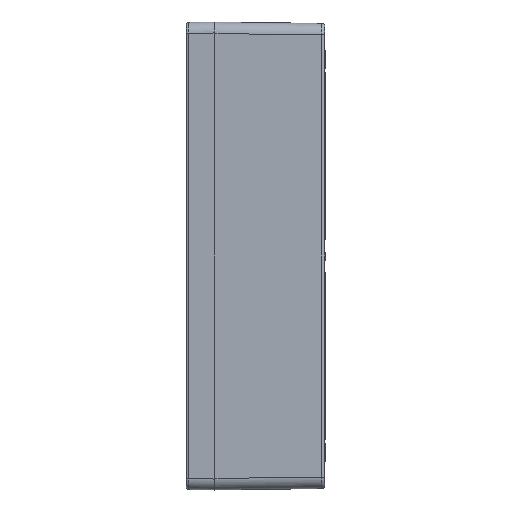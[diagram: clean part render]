
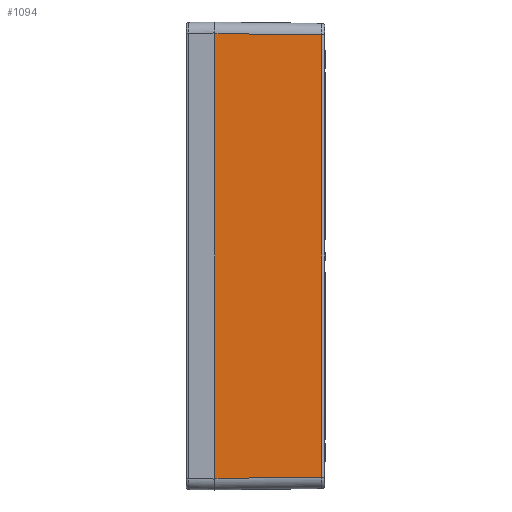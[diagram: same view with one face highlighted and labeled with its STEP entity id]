
A CAD part, left-side view. The second image highlights one B-rep face of the part: STEP entity #1094.
In plain terms, the highlighted planar face has unit normal (-1, -0.013, 0).
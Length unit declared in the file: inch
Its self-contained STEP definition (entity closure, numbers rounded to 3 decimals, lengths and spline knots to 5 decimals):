
#44 = DIRECTION ( 'NONE',  ( -1., -0.013, 0. ) ) ;
#1094 = ADVANCED_FACE ( 'NONE', ( #16625 ), #9838, .T. ) ;
#1718 = DIRECTION ( 'NONE',  ( 0.013, -1., 0. ) ) ;
#2884 = CARTESIAN_POINT ( 'NONE',  ( -7.87273, -0.09789, -7.57749 ) ) ;
#2917 = AXIS2_PLACEMENT_3D ( 'NONE', #13279, #44, #1718 ) ;
#2954 = VERTEX_POINT ( 'NONE', #7959 ) ;
#3054 = DIRECTION ( 'NONE',  ( 0.013, -1., -0.013 ) ) ;
#3061 = LINE ( 'NONE', #17982, #4885 ) ;
#3681 = VERTEX_POINT ( 'NONE', #6540 ) ;
#4885 = VECTOR ( 'NONE', #11195, 39.37008 ) ;
#5485 = LINE ( 'NONE', #12499, #18721 ) ;
#5605 = DIRECTION ( 'NONE',  ( 0., 0., -1. ) ) ;
#6540 = CARTESIAN_POINT ( 'NONE',  ( -7.87402, 0., -7.57877 ) ) ;
#6698 = VERTEX_POINT ( 'NONE', #8548 ) ;
#7959 = CARTESIAN_POINT ( 'NONE',  ( -7.82633, -3.64302, 7.53108 ) ) ;
#8548 = CARTESIAN_POINT ( 'NONE',  ( -7.87402, 0., 7.57877 ) ) ;
#8682 = VECTOR ( 'NONE', #3054, 39.37008 ) ;
#9660 = EDGE_CURVE ( 'NONE', #2954, #20428, #3061, .T. ) ;
#9681 = DIRECTION ( 'NONE',  ( -0.013, 1., -0.013 ) ) ;
#9838 = PLANE ( 'NONE',  #2917 ) ;
#9956 = LINE ( 'NONE', #15071, #8682 ) ;
#10059 = CARTESIAN_POINT ( 'NONE',  ( -7.82633, -3.64302, -7.53108 ) ) ;
#11195 = DIRECTION ( 'NONE',  ( 0., 0., -1. ) ) ;
#11561 = LINE ( 'NONE', #2884, #18075 ) ;
#12499 = CARTESIAN_POINT ( 'NONE',  ( -7.87402, 0., -7.97244 ) ) ;
#13279 = CARTESIAN_POINT ( 'NONE',  ( -7.87402, 0., -7.97244 ) ) ;
#14301 = EDGE_LOOP ( 'NONE', ( #20294, #15713, #16809, #20753 ) ) ;
#15071 = CARTESIAN_POINT ( 'NONE',  ( -7.87272, -0.09918, 7.57748 ) ) ;
#15713 = ORIENTED_EDGE ( 'NONE', *, *, #9660, .F. ) ;
#16155 = EDGE_CURVE ( 'NONE', #6698, #2954, #9956, .T. ) ;
#16625 = FACE_OUTER_BOUND ( 'NONE', #14301, .T. ) ;
#16809 = ORIENTED_EDGE ( 'NONE', *, *, #16155, .F. ) ;
#17982 = CARTESIAN_POINT ( 'NONE',  ( -7.82633, -3.64302, -3.98622 ) ) ;
#18075 = VECTOR ( 'NONE', #9681, 39.37008 ) ;
#18721 = VECTOR ( 'NONE', #5605, 39.37008 ) ;
#19472 = EDGE_CURVE ( 'NONE', #6698, #3681, #5485, .T. ) ;
#20294 = ORIENTED_EDGE ( 'NONE', *, *, #21189, .F. ) ;
#20428 = VERTEX_POINT ( 'NONE', #10059 ) ;
#20753 = ORIENTED_EDGE ( 'NONE', *, *, #19472, .T. ) ;
#21189 = EDGE_CURVE ( 'NONE', #20428, #3681, #11561, .T. ) ;
